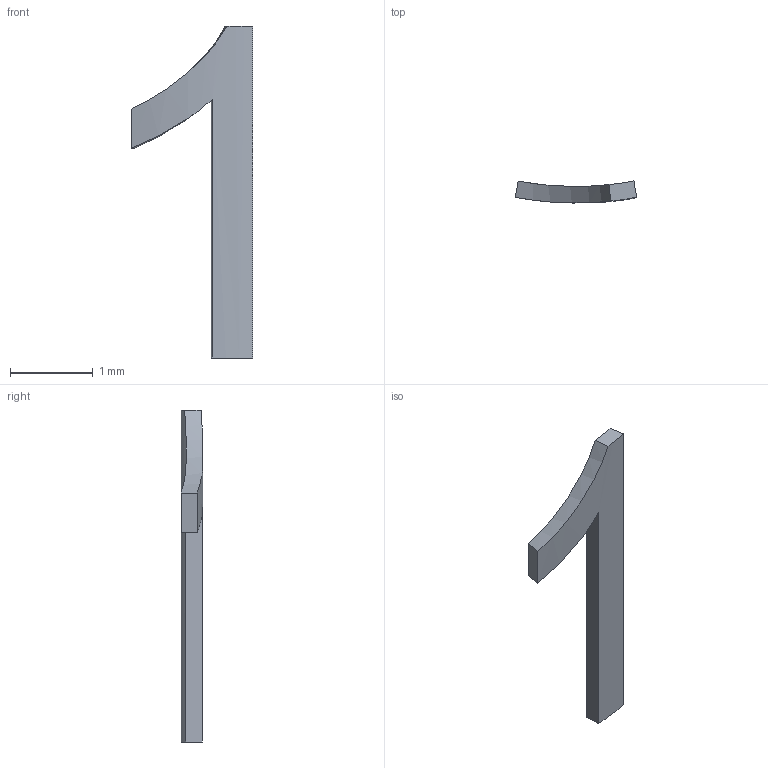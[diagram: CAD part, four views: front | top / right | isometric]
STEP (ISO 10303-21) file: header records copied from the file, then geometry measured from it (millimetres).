
FILE_DESCRIPTION(('HOOPS Exchange Step'),'2;1');
FILE_NAME('temp_export','2024-08-25T12:52:34+08:00',('sharma21'),('Shapr3D Limited'),'HOOPS Exchange 2024.2','Shapr3D','Authorized');
FILE_SCHEMA( ('AP242_MANAGED_MODEL_BASED_3D_ENGINEERING_MIM_LF {1 0 10303 442 1 1 4 }') );
Length unit declared in the file: millimetre
Products named in the file (1): root
Bounding box: 1.47 x 0.26 x 4.01 mm (x, y, z)
Volume: 0.5 mm3; surface area: 7.1 mm2
Topology: 1 solids, 1 shells, 9 faces, 21 edges, 14 vertices
Faces by surface type: plane 5, cylinder 2, bspline 2
Entity records: 405 total; most frequent: CARTESIAN_POINT 178, ORIENTED_EDGE 42, DIRECTION 35, EDGE_CURVE 21, VERTEX_POINT 14, AXIS2_PLACEMENT_3D 13, VECTOR 9, LINE 9
